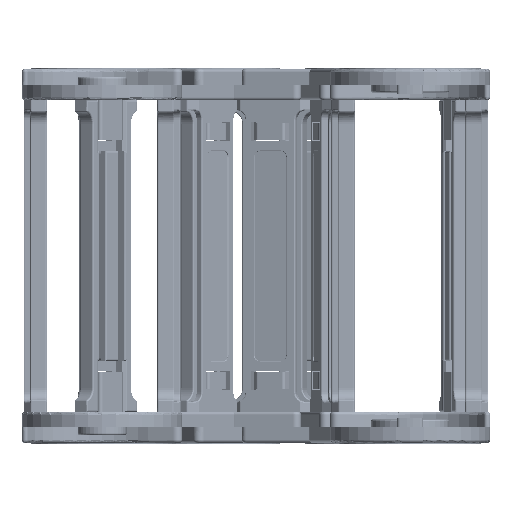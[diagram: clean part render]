
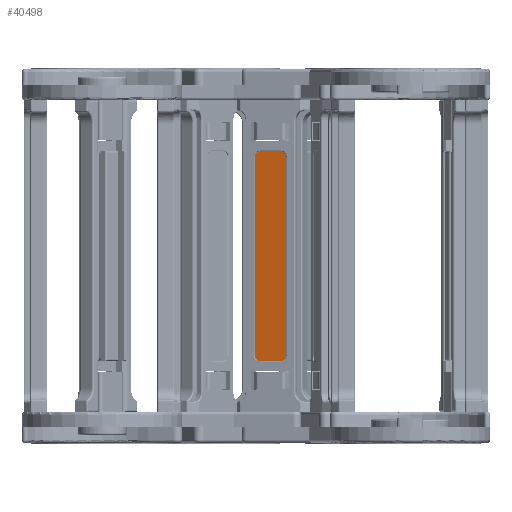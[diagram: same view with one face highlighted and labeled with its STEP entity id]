
A CAD part, left-side view. The second image highlights one B-rep face of the part: STEP entity #40498.
In plain terms, the highlighted face is planar.
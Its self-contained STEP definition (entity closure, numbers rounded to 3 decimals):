
#2516 = CARTESIAN_POINT ( 'NONE',  ( -28.697, 70.705, 45.623 ) ) ;
#3355 = ORIENTED_EDGE ( 'NONE', *, *, #22131, .T. ) ;
#3509 = AXIS2_PLACEMENT_3D ( 'NONE', #6869, #17501, #39594 ) ;
#4300 = ORIENTED_EDGE ( 'NONE', *, *, #33729, .T. ) ;
#6869 = CARTESIAN_POINT ( 'NONE',  ( -37.571, 70.705, -13.755 ) ) ;
#6909 = DIRECTION ( 'NONE',  ( -1., 0., 0. ) ) ;
#8545 = EDGE_CURVE ( 'NONE', #23732, #35581, #19383, .T. ) ;
#8855 = DIRECTION ( 'NONE',  ( 0., -1., 0. ) ) ;
#11507 = VERTEX_POINT ( 'NONE', #28707 ) ;
#12334 = CIRCLE ( 'NONE', #3509, 1.938 ) ;
#13479 = CARTESIAN_POINT ( 'NONE',  ( -30.635, 70.705, 45.623 ) ) ;
#13673 = ORIENTED_EDGE ( 'NONE', *, *, #43943, .F. ) ;
#15277 = LINE ( 'NONE', #28199, #39502 ) ;
#16000 = ORIENTED_EDGE ( 'NONE', *, *, #8545, .T. ) ;
#16392 = FACE_OUTER_BOUND ( 'NONE', #36078, .T. ) ;
#16716 = CARTESIAN_POINT ( 'NONE',  ( -30.635, 70.705, -13.755 ) ) ;
#16722 = CARTESIAN_POINT ( 'NONE',  ( -39.509, 70.705, -13.755 ) ) ;
#17391 = DIRECTION ( 'NONE',  ( 0., 0., -1. ) ) ;
#17501 = DIRECTION ( 'NONE',  ( 0., 1., 0. ) ) ;
#18295 = AXIS2_PLACEMENT_3D ( 'NONE', #41075, #29647, #22396 ) ;
#18316 = VECTOR ( 'NONE', #20410, 1000. ) ;
#18778 = EDGE_CURVE ( 'NONE', #20956, #34503, #46552, .T. ) ;
#19349 = CARTESIAN_POINT ( 'NONE',  ( -30.635, 70.705, 52.461 ) ) ;
#19383 = LINE ( 'NONE', #21094, #22856 ) ;
#19942 = ORIENTED_EDGE ( 'NONE', *, *, #40579, .F. ) ;
#20410 = DIRECTION ( 'NONE',  ( 0., 0., 1. ) ) ;
#20956 = VERTEX_POINT ( 'NONE', #43776 ) ;
#21094 = CARTESIAN_POINT ( 'NONE',  ( -39.509, 70.705, 45.623 ) ) ;
#21513 = CARTESIAN_POINT ( 'NONE',  ( -30.635, 70.705, -15.693 ) ) ;
#22131 = EDGE_CURVE ( 'NONE', #11507, #23732, #29727, .T. ) ;
#22200 = EDGE_CURVE ( 'NONE', #46449, #11507, #15277, .T. ) ;
#22396 = DIRECTION ( 'NONE',  ( 0., 0., 1. ) ) ;
#22856 = VECTOR ( 'NONE', #17391, 1000. ) ;
#22860 = ORIENTED_EDGE ( 'NONE', *, *, #18778, .T. ) ;
#23732 = VERTEX_POINT ( 'NONE', #34787 ) ;
#24011 = DIRECTION ( 'NONE',  ( 0., 0., 1. ) ) ;
#25853 = CIRCLE ( 'NONE', #45525, 1.938 ) ;
#28199 = CARTESIAN_POINT ( 'NONE',  ( -30.635, 70.705, 52.461 ) ) ;
#28347 = DIRECTION ( 'NONE',  ( -1., 0., 0. ) ) ;
#28707 = CARTESIAN_POINT ( 'NONE',  ( -37.571, 70.705, 52.461 ) ) ;
#28821 = VERTEX_POINT ( 'NONE', #21513 ) ;
#29647 = DIRECTION ( 'NONE',  ( 0., -1., 0. ) ) ;
#29727 = CIRCLE ( 'NONE', #47017, 1.938 ) ;
#31890 = EDGE_CURVE ( 'NONE', #28821, #37254, #47288, .T. ) ;
#33729 = EDGE_CURVE ( 'NONE', #34503, #46449, #35763, .T. ) ;
#34503 = VERTEX_POINT ( 'NONE', #42864 ) ;
#34787 = CARTESIAN_POINT ( 'NONE',  ( -39.509, 70.705, 50.523 ) ) ;
#35259 = DIRECTION ( 'NONE',  ( 0., 0., -1. ) ) ;
#35581 = VERTEX_POINT ( 'NONE', #16722 ) ;
#35763 = CIRCLE ( 'NONE', #18295, 1.938 ) ;
#36078 = EDGE_LOOP ( 'NONE', ( #16000, #19942, #42174, #13673, #22860, #4300, #45032, #3355 ) ) ;
#37254 = VERTEX_POINT ( 'NONE', #46599 ) ;
#38664 = CARTESIAN_POINT ( 'NONE',  ( -37.571, 70.705, 50.523 ) ) ;
#38960 = DIRECTION ( 'NONE',  ( 0., 1., 0. ) ) ;
#39502 = VECTOR ( 'NONE', #28347, 1000. ) ;
#39594 = DIRECTION ( 'NONE',  ( 0., 0., -1. ) ) ;
#40498 = ADVANCED_FACE ( 'NONE', ( #16392 ), #42676, .T. ) ;
#40579 = EDGE_CURVE ( 'NONE', #37254, #35581, #12334, .T. ) ;
#40749 = CARTESIAN_POINT ( 'NONE',  ( -30.635, 70.705, -15.693 ) ) ;
#41075 = CARTESIAN_POINT ( 'NONE',  ( -30.635, 70.705, 50.523 ) ) ;
#41468 = AXIS2_PLACEMENT_3D ( 'NONE', #13479, #42984, #46524 ) ;
#42174 = ORIENTED_EDGE ( 'NONE', *, *, #31890, .F. ) ;
#42676 = PLANE ( 'NONE',  #41468 ) ;
#42864 = CARTESIAN_POINT ( 'NONE',  ( -28.697, 70.705, 50.523 ) ) ;
#42984 = DIRECTION ( 'NONE',  ( 0., -1., 0. ) ) ;
#43776 = CARTESIAN_POINT ( 'NONE',  ( -28.697, 70.705, -13.755 ) ) ;
#43943 = EDGE_CURVE ( 'NONE', #20956, #28821, #25853, .T. ) ;
#45032 = ORIENTED_EDGE ( 'NONE', *, *, #22200, .T. ) ;
#45525 = AXIS2_PLACEMENT_3D ( 'NONE', #16716, #38960, #35259 ) ;
#46449 = VERTEX_POINT ( 'NONE', #19349 ) ;
#46524 = DIRECTION ( 'NONE',  ( 0., 0., 1. ) ) ;
#46552 = LINE ( 'NONE', #2516, #18316 ) ;
#46599 = CARTESIAN_POINT ( 'NONE',  ( -37.571, 70.705, -15.693 ) ) ;
#46691 = VECTOR ( 'NONE', #6909, 1000. ) ;
#47017 = AXIS2_PLACEMENT_3D ( 'NONE', #38664, #8855, #24011 ) ;
#47288 = LINE ( 'NONE', #40749, #46691 ) ;
